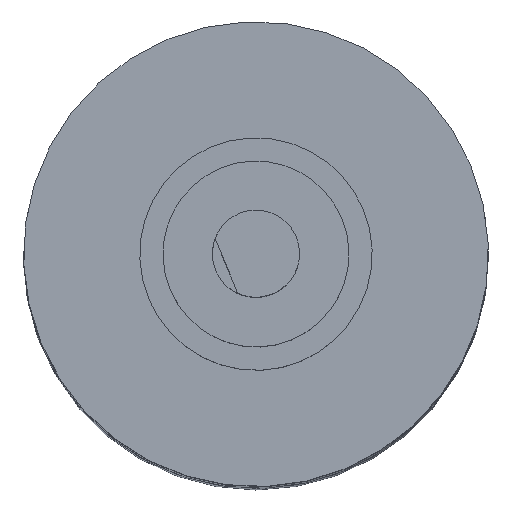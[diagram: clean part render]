
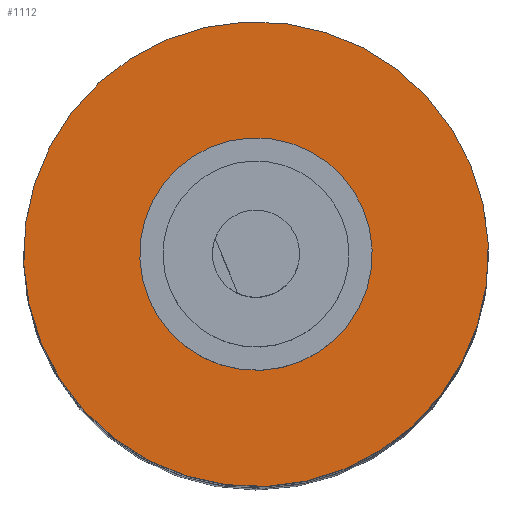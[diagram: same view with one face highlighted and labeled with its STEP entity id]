
A CAD part, top view. The second image highlights one B-rep face of the part: STEP entity #1112.
In plain terms, the highlighted planar face has unit normal (0, 0, 1).
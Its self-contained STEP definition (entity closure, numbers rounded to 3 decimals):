
#8 = VERTEX_POINT ( 'NONE', #1955 ) ;
#22 = DIRECTION ( 'NONE',  ( 0., 0., -1. ) ) ;
#39 = CIRCLE ( 'NONE', #193, 4. ) ;
#126 = ORIENTED_EDGE ( 'NONE', *, *, #1942, .F. ) ;
#193 = AXIS2_PLACEMENT_3D ( 'NONE', #563, #1692, #717 ) ;
#199 = VERTEX_POINT ( 'NONE', #1682 ) ;
#203 = CARTESIAN_POINT ( 'NONE',  ( -4.506, 34.356, 24.9 ) ) ;
#212 = EDGE_CURVE ( 'NONE', #199, #1276, #39, .T. ) ;
#365 = DIRECTION ( 'NONE',  ( -0.924, -0.383, 0. ) ) ;
#386 = ORIENTED_EDGE ( 'NONE', *, *, #1979, .F. ) ;
#396 = AXIS2_PLACEMENT_3D ( 'NONE', #203, #1350, #365 ) ;
#411 = AXIS2_PLACEMENT_3D ( 'NONE', #1490, #527, #1651 ) ;
#510 = PLANE ( 'NONE',  #852 ) ;
#527 = DIRECTION ( 'NONE',  ( 0., 0., 1. ) ) ;
#563 = CARTESIAN_POINT ( 'NONE',  ( -4.506, 34.356, 24.9 ) ) ;
#646 = AXIS2_PLACEMENT_3D ( 'NONE', #744, #921, #1753 ) ;
#717 = DIRECTION ( 'NONE',  ( -0.924, -0.383, 0. ) ) ;
#744 = CARTESIAN_POINT ( 'NONE',  ( -4.506, 34.356, 24.9 ) ) ;
#805 = EDGE_LOOP ( 'NONE', ( #1099, #1414 ) ) ;
#852 = AXIS2_PLACEMENT_3D ( 'NONE', #984, #22, #1156 ) ;
#921 = DIRECTION ( 'NONE',  ( 0., 0., -1. ) ) ;
#984 = CARTESIAN_POINT ( 'NONE',  ( -4.506, 34.356, 24.9 ) ) ;
#1083 = VERTEX_POINT ( 'NONE', #1136 ) ;
#1099 = ORIENTED_EDGE ( 'NONE', *, *, #212, .F. ) ;
#1112 = ADVANCED_FACE ( 'NONE', ( #1920, #1913 ), #510, .F. ) ;
#1136 = CARTESIAN_POINT ( 'NONE',  ( -6.353, 33.59, 24.9 ) ) ;
#1156 = DIRECTION ( 'NONE',  ( -0.924, -0.383, 0. ) ) ;
#1211 = CARTESIAN_POINT ( 'NONE',  ( -8.201, 32.824, 24.9 ) ) ;
#1276 = VERTEX_POINT ( 'NONE', #1211 ) ;
#1350 = DIRECTION ( 'NONE',  ( 0., 0., 1. ) ) ;
#1384 = CIRCLE ( 'NONE', #396, 2. ) ;
#1414 = ORIENTED_EDGE ( 'NONE', *, *, #1567, .F. ) ;
#1446 = CIRCLE ( 'NONE', #646, 4. ) ;
#1490 = CARTESIAN_POINT ( 'NONE',  ( -4.506, 34.356, 24.9 ) ) ;
#1491 = EDGE_LOOP ( 'NONE', ( #386, #126 ) ) ;
#1567 = EDGE_CURVE ( 'NONE', #1276, #199, #1446, .T. ) ;
#1651 = DIRECTION ( 'NONE',  ( -0.924, -0.383, 0. ) ) ;
#1682 = CARTESIAN_POINT ( 'NONE',  ( -0.811, 35.888, 24.9 ) ) ;
#1692 = DIRECTION ( 'NONE',  ( 0., 0., -1. ) ) ;
#1745 = CIRCLE ( 'NONE', #411, 2. ) ;
#1753 = DIRECTION ( 'NONE',  ( -0.924, -0.383, 0. ) ) ;
#1913 = FACE_BOUND ( 'NONE', #1491, .T. ) ;
#1920 = FACE_OUTER_BOUND ( 'NONE', #805, .T. ) ;
#1942 = EDGE_CURVE ( 'NONE', #8, #1083, #1745, .T. ) ;
#1955 = CARTESIAN_POINT ( 'NONE',  ( -2.658, 35.122, 24.9 ) ) ;
#1979 = EDGE_CURVE ( 'NONE', #1083, #8, #1384, .T. ) ;
